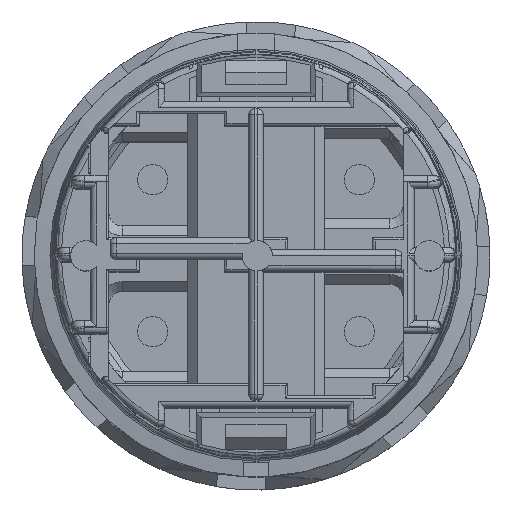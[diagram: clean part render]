
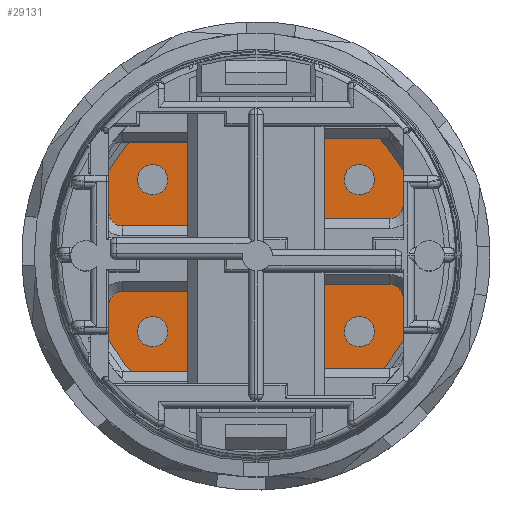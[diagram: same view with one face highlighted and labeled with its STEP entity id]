
A CAD part, top view. The second image highlights one B-rep face of the part: STEP entity #29131.
In plain terms, the highlighted planar face has unit normal (0, 0, 1).
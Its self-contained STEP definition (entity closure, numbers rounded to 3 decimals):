
#24 = CARTESIAN_POINT ( 'NONE',  ( 0., -6.25, 0.448 ) ) ;
#26 = DIRECTION ( 'NONE',  ( 0., 0., -1. ) ) ;
#27 = DIRECTION ( 'NONE',  ( 1., 0., 0. ) ) ;
#48 = CARTESIAN_POINT ( 'NONE',  ( 0., 6.25, 0.448 ) ) ;
#50 = DIRECTION ( 'NONE',  ( 0., 0., 1. ) ) ;
#52 = DIRECTION ( 'NONE',  ( 1., 0., 0. ) ) ;
#328 = CARTESIAN_POINT ( 'NONE',  ( -8.5, -6.25, 0.448 ) ) ;
#330 = DIRECTION ( 'NONE',  ( 0., 0., 1. ) ) ;
#332 = DIRECTION ( 'NONE',  ( 1., 0., 0. ) ) ;
#336 = CARTESIAN_POINT ( 'NONE',  ( 8.5, 6.25, 0.448 ) ) ;
#337 = DIRECTION ( 'NONE',  ( 0., 0., 1. ) ) ;
#339 = DIRECTION ( 'NONE',  ( 1., 0., 0. ) ) ;
#343 = CARTESIAN_POINT ( 'NONE',  ( 0., 0., 0.448 ) ) ;
#345 = DIRECTION ( 'NONE',  ( 0., 0., 1. ) ) ;
#347 = DIRECTION ( 'NONE',  ( 1., 0., 0. ) ) ;
#350 = CARTESIAN_POINT ( 'NONE',  ( 0., 6.25, 0.448 ) ) ;
#352 = DIRECTION ( 'NONE',  ( 0., 0., 1. ) ) ;
#354 = DIRECTION ( 'NONE',  ( 1., 0., 0. ) ) ;
#357 = CARTESIAN_POINT ( 'NONE',  ( 0., -6.25, 0.448 ) ) ;
#359 = DIRECTION ( 'NONE',  ( 0., 0., -1. ) ) ;
#361 = DIRECTION ( 'NONE',  ( 1., 0., 0. ) ) ;
#365 = CARTESIAN_POINT ( 'NONE',  ( 8.5, -6.25, 0.448 ) ) ;
#367 = DIRECTION ( 'NONE',  ( 0., 0., 1. ) ) ;
#368 = DIRECTION ( 'NONE',  ( -1., 0., 0. ) ) ;
#372 = CARTESIAN_POINT ( 'NONE',  ( -8.5, 6.25, 0.448 ) ) ;
#374 = DIRECTION ( 'NONE',  ( 0., 0., 1. ) ) ;
#376 = DIRECTION ( 'NONE',  ( -1., 0., 0. ) ) ;
#6080 = AXIS2_PLACEMENT_3D ( 'NONE', #51833, #51825, #51834 ) ;
#26679 = CARTESIAN_POINT ( 'NONE',  ( 5., -6.25, 0.448 ) ) ;
#26681 = CARTESIAN_POINT ( 'NONE',  ( -7.25, 6.25, 0.448 ) ) ;
#26682 = CARTESIAN_POINT ( 'NONE',  ( -9.75, 6.25, 0.448 ) ) ;
#26685 = CARTESIAN_POINT ( 'NONE',  ( -7.25, -6.25, 0.448 ) ) ;
#26686 = CARTESIAN_POINT ( 'NONE',  ( -9.75, -6.25, 0.448 ) ) ;
#26689 = CARTESIAN_POINT ( 'NONE',  ( 9.75, -6.25, 0.448 ) ) ;
#26690 = CARTESIAN_POINT ( 'NONE',  ( 7.25, -6.25, 0.448 ) ) ;
#26693 = CARTESIAN_POINT ( 'NONE',  ( 9.75, 6.25, 0.448 ) ) ;
#26694 = CARTESIAN_POINT ( 'NONE',  ( 7.25, 6.25, 0.448 ) ) ;
#26731 = CARTESIAN_POINT ( 'NONE',  ( -14., 0., 0.448 ) ) ;
#26732 = CARTESIAN_POINT ( 'NONE',  ( 14., 0., 0.448 ) ) ;
#26743 = CARTESIAN_POINT ( 'NONE',  ( -5., -6.25, 0.448 ) ) ;
#26745 = CARTESIAN_POINT ( 'NONE',  ( -5., 6.25, 0.448 ) ) ;
#26748 = CARTESIAN_POINT ( 'NONE',  ( 5., 6.25, 0.448 ) ) ;
#29131 = ADVANCED_FACE ( 'NONE', ( #64850, #64853, #64848, #64846, #64851, #64854, #64855 ), #51831, .T. ) ;
#47697 = CIRCLE ( 'NONE', #77279, 5. ) ;
#47711 = CIRCLE ( 'NONE', #77281, 5. ) ;
#47821 = CIRCLE ( 'NONE', #77303, 1.25 ) ;
#47823 = CIRCLE ( 'NONE', #77305, 14. ) ;
#47827 = CIRCLE ( 'NONE', #77304, 1.25 ) ;
#47829 = CIRCLE ( 'NONE', #77306, 5. ) ;
#47831 = CIRCLE ( 'NONE', #77307, 5. ) ;
#47833 = CIRCLE ( 'NONE', #77309, 1.25 ) ;
#47835 = CIRCLE ( 'NONE', #77308, 1.25 ) ;
#50107 = CARTESIAN_POINT ( 'NONE',  ( -8.5, 6.25, 0.448 ) ) ;
#50108 = DIRECTION ( 'NONE',  ( 0., 0., 1. ) ) ;
#50109 = DIRECTION ( 'NONE',  ( -1., 0., 0. ) ) ;
#50117 = CARTESIAN_POINT ( 'NONE',  ( -8.5, -6.25, 0.448 ) ) ;
#50118 = DIRECTION ( 'NONE',  ( 0., 0., 1. ) ) ;
#50119 = DIRECTION ( 'NONE',  ( 1., 0., 0. ) ) ;
#50127 = CARTESIAN_POINT ( 'NONE',  ( 8.5, -6.25, 0.448 ) ) ;
#50128 = DIRECTION ( 'NONE',  ( 0., 0., 1. ) ) ;
#50129 = DIRECTION ( 'NONE',  ( -1., 0., 0. ) ) ;
#50137 = CARTESIAN_POINT ( 'NONE',  ( 8.5, 6.25, 0.448 ) ) ;
#50138 = DIRECTION ( 'NONE',  ( 0., 0., 1. ) ) ;
#50139 = DIRECTION ( 'NONE',  ( 1., 0., 0. ) ) ;
#50409 = CARTESIAN_POINT ( 'NONE',  ( 0., 0., 0.448 ) ) ;
#50411 = DIRECTION ( 'NONE',  ( 0., 0., 1. ) ) ;
#50413 = DIRECTION ( 'NONE',  ( 1., 0., 0. ) ) ;
#51825 = DIRECTION ( 'NONE',  ( 0., 0., 1. ) ) ;
#51831 = PLANE ( 'NONE',  #6080 ) ;
#51833 = CARTESIAN_POINT ( 'NONE',  ( 0., 0., 0.448 ) ) ;
#51834 = DIRECTION ( 'NONE',  ( 1., 0., 0. ) ) ;
#61313 = ORIENTED_EDGE ( 'NONE', *, *, #84275, .F. ) ;
#61315 = ORIENTED_EDGE ( 'NONE', *, *, #84388, .T. ) ;
#61322 = ORIENTED_EDGE ( 'NONE', *, *, #84495, .T. ) ;
#61345 = ORIENTED_EDGE ( 'NONE', *, *, #84249, .F. ) ;
#61360 = ORIENTED_EDGE ( 'NONE', *, *, #84397, .F. ) ;
#61386 = ORIENTED_EDGE ( 'NONE', *, *, #84257, .F. ) ;
#61397 = ORIENTED_EDGE ( 'NONE', *, *, #84502, .F. ) ;
#61459 = ORIENTED_EDGE ( 'NONE', *, *, #84266, .F. ) ;
#61464 = ORIENTED_EDGE ( 'NONE', *, *, #84493, .F. ) ;
#61472 = ORIENTED_EDGE ( 'NONE', *, *, #84365, .T. ) ;
#61528 = ORIENTED_EDGE ( 'NONE', *, *, #84500, .T. ) ;
#61575 = ORIENTED_EDGE ( 'NONE', *, *, #84504, .F. ) ;
#61602 = ORIENTED_EDGE ( 'NONE', *, *, #84491, .F. ) ;
#61640 = ORIENTED_EDGE ( 'NONE', *, *, #84497, .F. ) ;
#63707 = VERTEX_POINT ( 'NONE', #26679 ) ;
#63709 = VERTEX_POINT ( 'NONE', #26681 ) ;
#63710 = VERTEX_POINT ( 'NONE', #26682 ) ;
#63713 = VERTEX_POINT ( 'NONE', #26685 ) ;
#63714 = VERTEX_POINT ( 'NONE', #26686 ) ;
#63717 = VERTEX_POINT ( 'NONE', #26689 ) ;
#63718 = VERTEX_POINT ( 'NONE', #26690 ) ;
#63721 = VERTEX_POINT ( 'NONE', #26693 ) ;
#63722 = VERTEX_POINT ( 'NONE', #26694 ) ;
#63759 = VERTEX_POINT ( 'NONE', #26731 ) ;
#63760 = VERTEX_POINT ( 'NONE', #26732 ) ;
#63771 = VERTEX_POINT ( 'NONE', #26743 ) ;
#63773 = VERTEX_POINT ( 'NONE', #26745 ) ;
#63776 = VERTEX_POINT ( 'NONE', #26748 ) ;
#64846 = FACE_BOUND ( 'NONE', #72775, .T. ) ;
#64848 = FACE_OUTER_BOUND ( 'NONE', #72793, .T. ) ;
#64850 = FACE_BOUND ( 'NONE', #72786, .T. ) ;
#64851 = FACE_BOUND ( 'NONE', #72788, .T. ) ;
#64853 = FACE_BOUND ( 'NONE', #72792, .T. ) ;
#64854 = FACE_BOUND ( 'NONE', #72796, .T. ) ;
#64855 = FACE_BOUND ( 'NONE', #72795, .T. ) ;
#72775 = EDGE_LOOP ( 'NONE', ( #61360, #61640 ) ) ;
#72786 = EDGE_LOOP ( 'NONE', ( #61602, #61386 ) ) ;
#72788 = EDGE_LOOP ( 'NONE', ( #61528, #61315 ) ) ;
#72792 = EDGE_LOOP ( 'NONE', ( #61464, #61313 ) ) ;
#72793 = EDGE_LOOP ( 'NONE', ( #61322, #61472 ) ) ;
#72795 = EDGE_LOOP ( 'NONE', ( #61575, #61345 ) ) ;
#72796 = EDGE_LOOP ( 'NONE', ( #61397, #61459 ) ) ;
#77125 = CIRCLE ( 'NONE', #77247, 1.25 ) ;
#77127 = CIRCLE ( 'NONE', #77249, 1.25 ) ;
#77130 = CIRCLE ( 'NONE', #77251, 1.25 ) ;
#77139 = CIRCLE ( 'NONE', #77253, 1.25 ) ;
#77199 = CIRCLE ( 'NONE', #77274, 14. ) ;
#77247 = AXIS2_PLACEMENT_3D ( 'NONE', #50107, #50108, #50109 ) ;
#77249 = AXIS2_PLACEMENT_3D ( 'NONE', #50117, #50118, #50119 ) ;
#77251 = AXIS2_PLACEMENT_3D ( 'NONE', #50127, #50128, #50129 ) ;
#77253 = AXIS2_PLACEMENT_3D ( 'NONE', #50137, #50138, #50139 ) ;
#77274 = AXIS2_PLACEMENT_3D ( 'NONE', #50409, #50411, #50413 ) ;
#77279 = AXIS2_PLACEMENT_3D ( 'NONE', #24, #26, #27 ) ;
#77281 = AXIS2_PLACEMENT_3D ( 'NONE', #48, #50, #52 ) ;
#77303 = AXIS2_PLACEMENT_3D ( 'NONE', #328, #330, #332 ) ;
#77304 = AXIS2_PLACEMENT_3D ( 'NONE', #336, #337, #339 ) ;
#77305 = AXIS2_PLACEMENT_3D ( 'NONE', #343, #345, #347 ) ;
#77306 = AXIS2_PLACEMENT_3D ( 'NONE', #350, #352, #354 ) ;
#77307 = AXIS2_PLACEMENT_3D ( 'NONE', #357, #359, #361 ) ;
#77308 = AXIS2_PLACEMENT_3D ( 'NONE', #365, #367, #368 ) ;
#77309 = AXIS2_PLACEMENT_3D ( 'NONE', #372, #374, #376 ) ;
#84249 = EDGE_CURVE ( 'NONE', #63709, #63710, #77125, .T. ) ;
#84257 = EDGE_CURVE ( 'NONE', #63713, #63714, #77127, .T. ) ;
#84266 = EDGE_CURVE ( 'NONE', #63717, #63718, #77130, .T. ) ;
#84275 = EDGE_CURVE ( 'NONE', #63721, #63722, #77139, .T. ) ;
#84365 = EDGE_CURVE ( 'NONE', #63759, #63760, #77199, .T. ) ;
#84388 = EDGE_CURVE ( 'NONE', #63707, #63771, #47697, .T. ) ;
#84397 = EDGE_CURVE ( 'NONE', #63773, #63776, #47711, .T. ) ;
#84491 = EDGE_CURVE ( 'NONE', #63714, #63713, #47821, .T. ) ;
#84493 = EDGE_CURVE ( 'NONE', #63722, #63721, #47827, .T. ) ;
#84495 = EDGE_CURVE ( 'NONE', #63760, #63759, #47823, .T. ) ;
#84497 = EDGE_CURVE ( 'NONE', #63776, #63773, #47829, .T. ) ;
#84500 = EDGE_CURVE ( 'NONE', #63771, #63707, #47831, .T. ) ;
#84502 = EDGE_CURVE ( 'NONE', #63718, #63717, #47835, .T. ) ;
#84504 = EDGE_CURVE ( 'NONE', #63710, #63709, #47833, .T. ) ;
